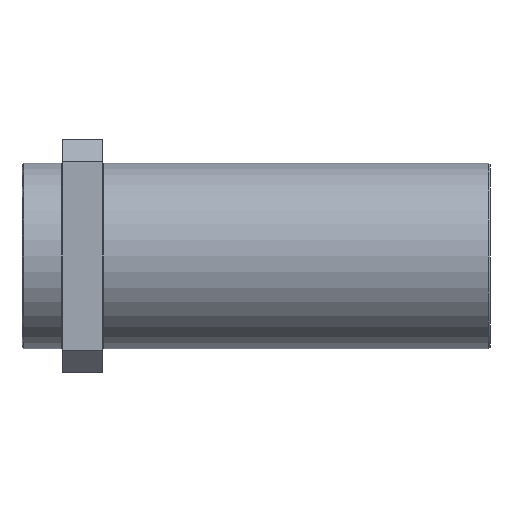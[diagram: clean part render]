
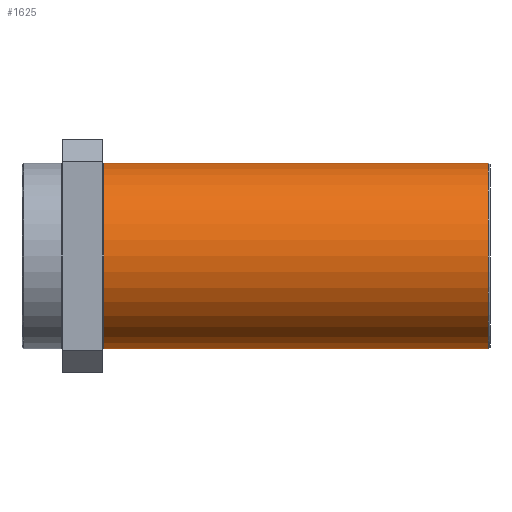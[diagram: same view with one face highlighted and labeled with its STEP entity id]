
A CAD part, front view. The second image highlights one B-rep face of the part: STEP entity #1625.
In plain terms, the highlighted cylindrical face has radius 30 mm (diameter 60 mm), a partial arc.
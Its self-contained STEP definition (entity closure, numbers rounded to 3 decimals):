
#38 = EDGE_CURVE ( 'NONE', #667, #598, #929, .T. ) ;
#80 = AXIS2_PLACEMENT_3D ( 'NONE', #1490, #1479, #1478 ) ;
#82 = AXIS2_PLACEMENT_3D ( 'NONE', #1458, #1461, #1462 ) ;
#154 = AXIS2_PLACEMENT_3D ( 'NONE', #440, #443, #444 ) ;
#201 = CARTESIAN_POINT ( 'NONE',  ( -13., 0., 30. ) ) ;
#202 = DIRECTION ( 'NONE',  ( 1., 0., 0. ) ) ;
#440 = CARTESIAN_POINT ( 'NONE',  ( -13., 0., 0. ) ) ;
#443 = DIRECTION ( 'NONE',  ( 1., 0., 0. ) ) ;
#444 = DIRECTION ( 'NONE',  ( 0., 0., -1. ) ) ;
#493 = VECTOR ( 'NONE', #202, 1000. ) ;
#494 = LINE ( 'NONE', #201, #493 ) ;
#509 = CIRCLE ( 'NONE', #82, 30. ) ;
#514 = CIRCLE ( 'NONE', #80, 30. ) ;
#553 = CARTESIAN_POINT ( 'NONE',  ( 137.5, 0., 30. ) ) ;
#582 = DIRECTION ( 'NONE',  ( 1., 0., 0. ) ) ;
#598 = VERTEX_POINT ( 'NONE', #689 ) ;
#601 = VERTEX_POINT ( 'NONE', #553 ) ;
#623 = CARTESIAN_POINT ( 'NONE',  ( -13., 0., -30. ) ) ;
#624 = VERTEX_POINT ( 'NONE', #1117 ) ;
#667 = VERTEX_POINT ( 'NONE', #1501 ) ;
#689 = CARTESIAN_POINT ( 'NONE',  ( 137.5, 0., -30. ) ) ;
#758 = FACE_OUTER_BOUND ( 'NONE', #1180, .T. ) ;
#771 = CYLINDRICAL_SURFACE ( 'NONE', #154, 30. ) ;
#852 = EDGE_CURVE ( 'NONE', #598, #601, #514, .T. ) ;
#855 = EDGE_CURVE ( 'NONE', #667, #624, #509, .T. ) ;
#866 = EDGE_CURVE ( 'NONE', #624, #601, #494, .T. ) ;
#923 = VECTOR ( 'NONE', #582, 1000. ) ;
#929 = LINE ( 'NONE', #623, #923 ) ;
#1117 = CARTESIAN_POINT ( 'NONE',  ( 13.3, 0., 30. ) ) ;
#1180 = EDGE_LOOP ( 'NONE', ( #1251, #1249, #1248, #1247 ) ) ;
#1247 = ORIENTED_EDGE ( 'NONE', *, *, #852, .T. ) ;
#1248 = ORIENTED_EDGE ( 'NONE', *, *, #38, .T. ) ;
#1249 = ORIENTED_EDGE ( 'NONE', *, *, #855, .F. ) ;
#1251 = ORIENTED_EDGE ( 'NONE', *, *, #866, .F. ) ;
#1458 = CARTESIAN_POINT ( 'NONE',  ( 13.3, 0., 0. ) ) ;
#1461 = DIRECTION ( 'NONE',  ( -1., 0., 0. ) ) ;
#1462 = DIRECTION ( 'NONE',  ( 0., 0., 1. ) ) ;
#1478 = DIRECTION ( 'NONE',  ( 0., 0., -1. ) ) ;
#1479 = DIRECTION ( 'NONE',  ( -1., 0., 0. ) ) ;
#1490 = CARTESIAN_POINT ( 'NONE',  ( 137.5, 0., 0. ) ) ;
#1501 = CARTESIAN_POINT ( 'NONE',  ( 13.3, 0., -30. ) ) ;
#1625 = ADVANCED_FACE ( 'NONE', ( #758 ), #771, .T. ) ;
